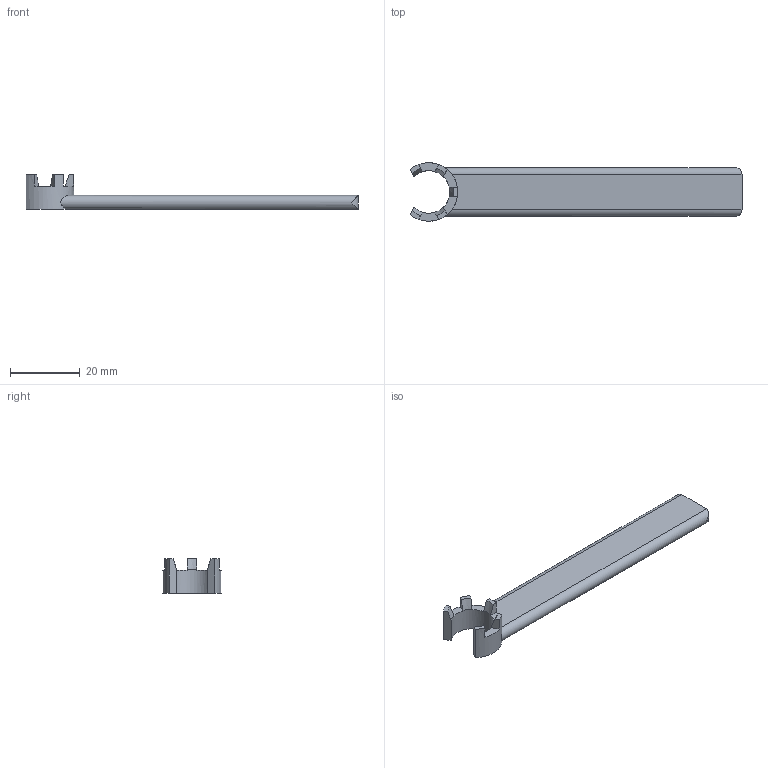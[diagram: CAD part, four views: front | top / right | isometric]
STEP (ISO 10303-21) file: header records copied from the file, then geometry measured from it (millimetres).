
FILE_DESCRIPTION(/* description */ ('Alibre Inc.'),/* implementation_level */ '2;1');
FILE_NAME(/* name */ 'export-7569FEFF-65AB-4E3F-9620-B86DB1E364C3',/* time_stamp */ '2019-05-28T17:16:15+02:00',/* author */ (''),/* organization */ (''),/* preprocessor_version */ 'ST-DEVELOPER v17',/* originating_system */ 'Alibre',/* authorisation */ '');
FILE_SCHEMA (('AUTOMOTIVE_DESIGN'));
Length unit declared in the file: millimetre
Bounding box: 95.35 x 16.79 x 10 mm (x, y, z)
Volume: 4931.9 mm3; surface area: 3459 mm2
Topology: 1 solids, 1 shells, 35 faces, 97 edges, 64 vertices
Faces by surface type: plane 24, cylinder 6, cone 5
Entity records: 1230 total; most frequent: CARTESIAN_POINT 304, ORIENTED_EDGE 194, DIRECTION 162, EDGE_CURVE 97, AXIS2_PLACEMENT_3D 67, VERTEX_POINT 64, VECTOR 52, LINE 52
